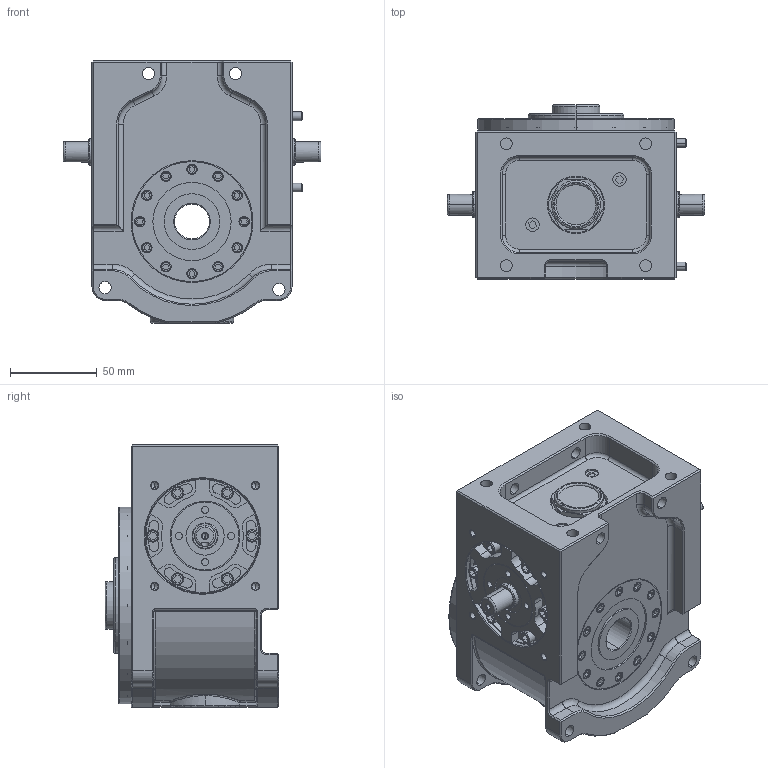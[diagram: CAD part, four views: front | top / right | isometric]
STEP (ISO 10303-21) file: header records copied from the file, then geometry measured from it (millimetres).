
FILE_DESCRIPTION (( 'STEP AP203' ), '1' );
FILE_NAME ('FR04標準外型.STEP', '2025-06-12T07:48:04', ( '' ), ( '' ), 'SwSTEP 2.0', 'SolidWorks 2018', '' );
FILE_SCHEMA (( 'CONFIG_CONTROL_DESIGN' ));
Length unit declared in the file: millimetre
Products named in the file (1): FR04標準外型
Bounding box: 148 x 100 x 151 mm (x, y, z)
Volume: 1204700.1 mm3; surface area: 122846 mm2
Topology: 1 solids, 1 shells, 1415 faces, 3442 edges, 2164 vertices
Faces by surface type: plane 695, cylinder 493, cone 124, torus 59, bspline 40, sphere 4
Entity records: 43868 total; most frequent: CARTESIAN_POINT 9874, DIRECTION 7364, ORIENTED_EDGE 6820, EDGE_CURVE 3410, AXIS2_PLACEMENT_3D 2695, VERTEX_POINT 2164, VECTOR 1974, LINE 1974
